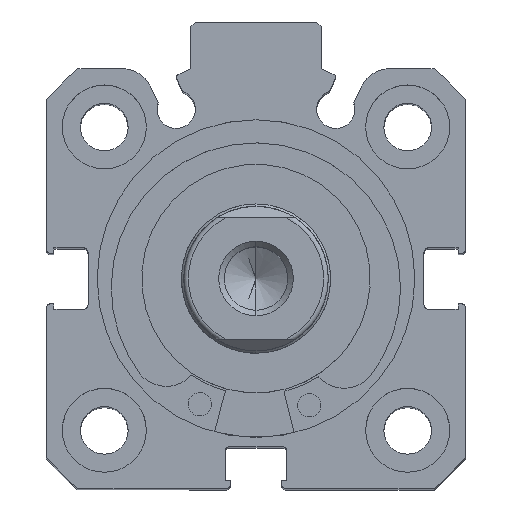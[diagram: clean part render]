
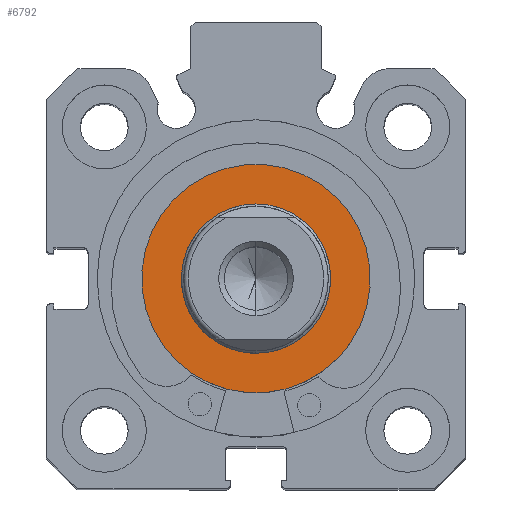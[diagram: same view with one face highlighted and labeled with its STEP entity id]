
A CAD part, top view. The second image highlights one B-rep face of the part: STEP entity #6792.
In plain terms, the highlighted face is planar.
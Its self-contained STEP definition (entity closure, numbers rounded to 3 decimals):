
#546 = CIRCLE ( 'NONE', #4155, 12.25 ) ;
#557 = CIRCLE ( 'NONE', #4154, 8. ) ;
#577 = CIRCLE ( 'NONE', #4167, 12.25 ) ;
#581 = CIRCLE ( 'NONE', #4169, 8. ) ;
#922 = FACE_BOUND ( 'NONE', #6869, .T. ) ;
#941 = FACE_OUTER_BOUND ( 'NONE', #6844, .T. ) ;
#1250 = CARTESIAN_POINT ( 'NONE',  ( 0., 0., 0. ) ) ;
#1269 = DIRECTION ( 'NONE',  ( -1., 0., 0. ) ) ;
#1270 = DIRECTION ( 'NONE',  ( 0., 0., 1. ) ) ;
#1280 = CARTESIAN_POINT ( 'NONE',  ( 0., 0., 0. ) ) ;
#1287 = DIRECTION ( 'NONE',  ( -1., 0., 0. ) ) ;
#1288 = DIRECTION ( 'NONE',  ( 0., 0., 1. ) ) ;
#1322 = CARTESIAN_POINT ( 'NONE',  ( 0., 0., 0. ) ) ;
#1328 = CARTESIAN_POINT ( 'NONE',  ( 0., 0., 0. ) ) ;
#1329 = DIRECTION ( 'NONE',  ( -1., 0., 0. ) ) ;
#1330 = DIRECTION ( 'NONE',  ( 0., 0., 1. ) ) ;
#1335 = DIRECTION ( 'NONE',  ( -1., 0., 0. ) ) ;
#1336 = DIRECTION ( 'NONE',  ( 0., 0., 1. ) ) ;
#1464 = CARTESIAN_POINT ( 'NONE',  ( 0., 0., -8. ) ) ;
#1537 = CARTESIAN_POINT ( 'NONE',  ( 0., 0., -12.25 ) ) ;
#1587 = CARTESIAN_POINT ( 'NONE',  ( 0., 0., 8. ) ) ;
#1630 = CARTESIAN_POINT ( 'NONE',  ( 0., 0., 12.25 ) ) ;
#2342 = CARTESIAN_POINT ( 'NONE',  ( 0., 12.25, 0. ) ) ;
#2343 = PLANE ( 'NONE',  #4360 ) ;
#2344 = DIRECTION ( 'NONE',  ( 1., 0., 0. ) ) ;
#2345 = DIRECTION ( 'NONE',  ( 0., 0., -1. ) ) ;
#4154 = AXIS2_PLACEMENT_3D ( 'NONE', #1280, #1287, #1288 ) ;
#4155 = AXIS2_PLACEMENT_3D ( 'NONE', #1250, #1269, #1270 ) ;
#4167 = AXIS2_PLACEMENT_3D ( 'NONE', #1322, #1329, #1330 ) ;
#4169 = AXIS2_PLACEMENT_3D ( 'NONE', #1328, #1335, #1336 ) ;
#4360 = AXIS2_PLACEMENT_3D ( 'NONE', #2342, #2344, #2345 ) ;
#5005 = EDGE_CURVE ( 'NONE', #5324, #5231, #546, .T. ) ;
#5012 = EDGE_CURVE ( 'NONE', #5156, #5281, #557, .T. ) ;
#5028 = EDGE_CURVE ( 'NONE', #5231, #5324, #577, .T. ) ;
#5030 = EDGE_CURVE ( 'NONE', #5281, #5156, #581, .T. ) ;
#5156 = VERTEX_POINT ( 'NONE', #1464 ) ;
#5231 = VERTEX_POINT ( 'NONE', #1537 ) ;
#5281 = VERTEX_POINT ( 'NONE', #1587 ) ;
#5324 = VERTEX_POINT ( 'NONE', #1630 ) ;
#6792 = ADVANCED_FACE ( 'NONE', ( #922, #941 ), #2343, .F. ) ;
#6844 = EDGE_LOOP ( 'NONE', ( #7057, #7062 ) ) ;
#6869 = EDGE_LOOP ( 'NONE', ( #7071, #7022 ) ) ;
#7022 = ORIENTED_EDGE ( 'NONE', *, *, #5012, .F. ) ;
#7057 = ORIENTED_EDGE ( 'NONE', *, *, #5005, .T. ) ;
#7062 = ORIENTED_EDGE ( 'NONE', *, *, #5028, .T. ) ;
#7071 = ORIENTED_EDGE ( 'NONE', *, *, #5030, .F. ) ;
